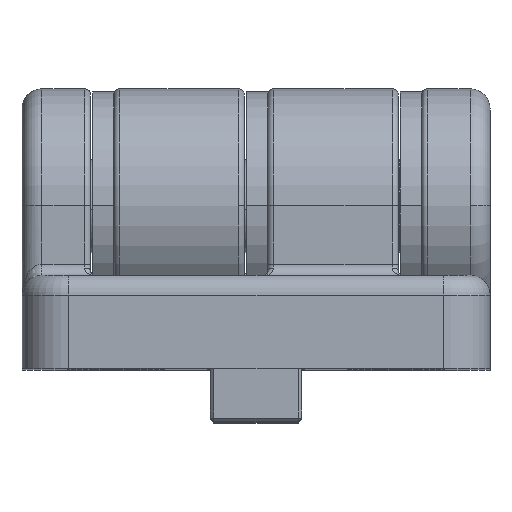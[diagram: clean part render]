
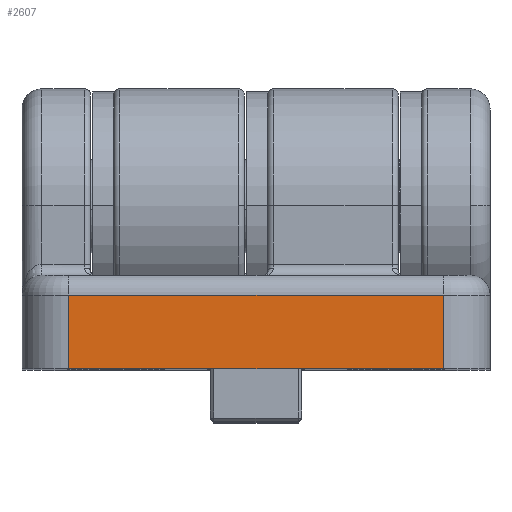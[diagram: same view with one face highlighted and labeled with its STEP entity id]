
A CAD part, top view. The second image highlights one B-rep face of the part: STEP entity #2607.
In plain terms, the highlighted face is planar.
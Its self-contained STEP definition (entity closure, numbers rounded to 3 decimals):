
#5 = VECTOR ( 'NONE', #3758, 1000. ) ;
#34 = VERTEX_POINT ( 'NONE', #4803 ) ;
#56 = CARTESIAN_POINT ( 'NONE',  ( -40., -7.69, -40. ) ) ;
#192 = VERTEX_POINT ( 'NONE', #1140 ) ;
#474 = LINE ( 'NONE', #4381, #5 ) ;
#786 = VERTEX_POINT ( 'NONE', #3403 ) ;
#846 = PLANE ( 'NONE',  #2531 ) ;
#880 = DIRECTION ( 'NONE',  ( -1., 0., 0. ) ) ;
#900 = DIRECTION ( 'NONE',  ( 0., 0., 1. ) ) ;
#1028 = EDGE_CURVE ( 'NONE', #786, #3348, #4258, .T. ) ;
#1140 = CARTESIAN_POINT ( 'NONE',  ( -40., -7.69, -4. ) ) ;
#1345 = VECTOR ( 'NONE', #4719, 1000. ) ;
#1489 = VECTOR ( 'NONE', #3136, 1000. ) ;
#1605 = CARTESIAN_POINT ( 'NONE',  ( -40., -6., -40. ) ) ;
#1707 = CARTESIAN_POINT ( 'NONE',  ( -40., -14., -40. ) ) ;
#1747 = EDGE_CURVE ( 'NONE', #3348, #34, #3845, .T. ) ;
#1781 = ORIENTED_EDGE ( 'NONE', *, *, #1028, .T. ) ;
#1938 = CARTESIAN_POINT ( 'NONE',  ( -40., -14., -36. ) ) ;
#2013 = FACE_OUTER_BOUND ( 'NONE', #4715, .T. ) ;
#2531 = AXIS2_PLACEMENT_3D ( 'NONE', #1605, #880, #900 ) ;
#2574 = LINE ( 'NONE', #56, #1489 ) ;
#2607 = ADVANCED_FACE ( 'NONE', ( #2013 ), #846, .T. ) ;
#2933 = ORIENTED_EDGE ( 'NONE', *, *, #3093, .T. ) ;
#3093 = EDGE_CURVE ( 'NONE', #34, #192, #474, .T. ) ;
#3136 = DIRECTION ( 'NONE',  ( 0., 0., -1. ) ) ;
#3316 = VECTOR ( 'NONE', #4866, 1000. ) ;
#3348 = VERTEX_POINT ( 'NONE', #1938 ) ;
#3355 = EDGE_CURVE ( 'NONE', #192, #786, #2574, .T. ) ;
#3403 = CARTESIAN_POINT ( 'NONE',  ( -40., -7.69, -36. ) ) ;
#3711 = CARTESIAN_POINT ( 'NONE',  ( -40., -14., -36. ) ) ;
#3758 = DIRECTION ( 'NONE',  ( 0., 1., 0. ) ) ;
#3845 = LINE ( 'NONE', #1707, #1345 ) ;
#4258 = LINE ( 'NONE', #3711, #3316 ) ;
#4381 = CARTESIAN_POINT ( 'NONE',  ( -40., -6., -4. ) ) ;
#4463 = ORIENTED_EDGE ( 'NONE', *, *, #1747, .T. ) ;
#4715 = EDGE_LOOP ( 'NONE', ( #2933, #4861, #1781, #4463 ) ) ;
#4719 = DIRECTION ( 'NONE',  ( 0., 0., 1. ) ) ;
#4803 = CARTESIAN_POINT ( 'NONE',  ( -40., -14., -4. ) ) ;
#4861 = ORIENTED_EDGE ( 'NONE', *, *, #3355, .T. ) ;
#4866 = DIRECTION ( 'NONE',  ( 0., -1., 0. ) ) ;
